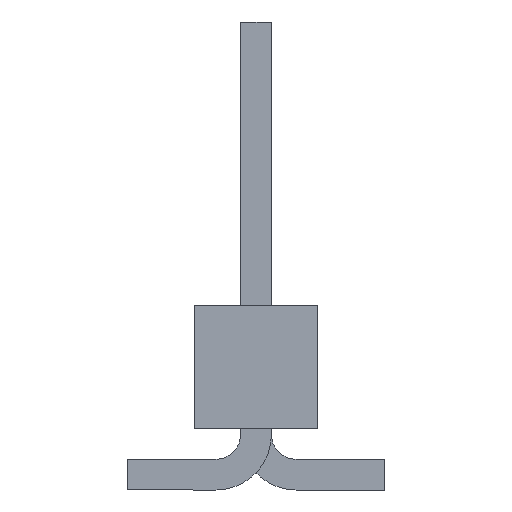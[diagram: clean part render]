
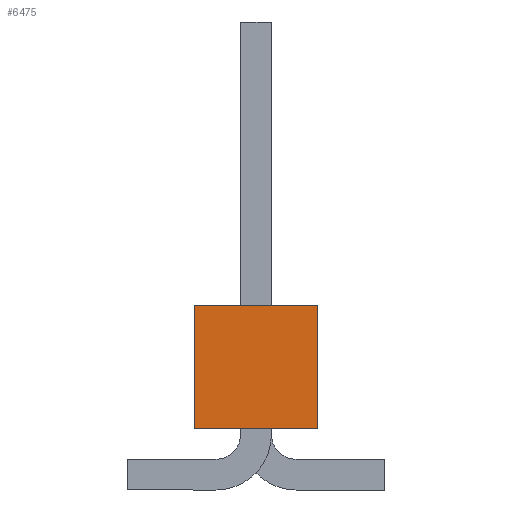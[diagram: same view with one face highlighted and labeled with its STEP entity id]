
A CAD part, left-side view. The second image highlights one B-rep face of the part: STEP entity #6475.
In plain terms, the highlighted face is planar.
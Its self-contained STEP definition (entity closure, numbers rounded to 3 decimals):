
#1436 = VERTEX_POINT('',#1437);
#1437 = CARTESIAN_POINT('',(26.67,1.27,1.27));
#1443 = EDGE_CURVE('',#1436,#1444,#1446,.T.);
#1444 = VERTEX_POINT('',#1445);
#1445 = CARTESIAN_POINT('',(26.67,1.27,-1.27));
#1446 = LINE('',#1447,#1448);
#1447 = CARTESIAN_POINT('',(26.67,1.27,1.27));
#1448 = VECTOR('',#1449,1.);
#1449 = DIRECTION('',(0.,0.,-1.));
#3430 = VERTEX_POINT('',#3431);
#3431 = CARTESIAN_POINT('',(26.67,-1.27,-1.27));
#3437 = EDGE_CURVE('',#3438,#3430,#3440,.T.);
#3438 = VERTEX_POINT('',#3439);
#3439 = CARTESIAN_POINT('',(26.67,-1.27,1.27));
#3440 = LINE('',#3441,#3442);
#3441 = CARTESIAN_POINT('',(26.67,-1.27,1.27));
#3442 = VECTOR('',#3443,1.);
#3443 = DIRECTION('',(0.,0.,-1.));
#4562 = EDGE_CURVE('',#1444,#3430,#4563,.T.);
#4563 = LINE('',#4564,#4565);
#4564 = CARTESIAN_POINT('',(26.67,1.27,-1.27));
#4565 = VECTOR('',#4566,1.);
#4566 = DIRECTION('',(0.,-1.,0.));
#4584 = EDGE_CURVE('',#1436,#3438,#4585,.T.);
#4585 = LINE('',#4586,#4587);
#4586 = CARTESIAN_POINT('',(26.67,1.27,1.27));
#4587 = VECTOR('',#4588,1.);
#4588 = DIRECTION('',(0.,-1.,0.));
#6475 = ADVANCED_FACE('',(#6476),#6482,.F.);
#6476 = FACE_BOUND('',#6477,.T.);
#6477 = EDGE_LOOP('',(#6478,#6479,#6480,#6481));
#6478 = ORIENTED_EDGE('',*,*,#3437,.T.);
#6479 = ORIENTED_EDGE('',*,*,#4562,.F.);
#6480 = ORIENTED_EDGE('',*,*,#1443,.F.);
#6481 = ORIENTED_EDGE('',*,*,#4584,.T.);
#6482 = PLANE('',#6483);
#6483 = AXIS2_PLACEMENT_3D('',#6484,#6485,#6486);
#6484 = CARTESIAN_POINT('',(26.67,1.27,1.27));
#6485 = DIRECTION('',(-1.,0.,0.));
#6486 = DIRECTION('',(0.,0.,1.));
